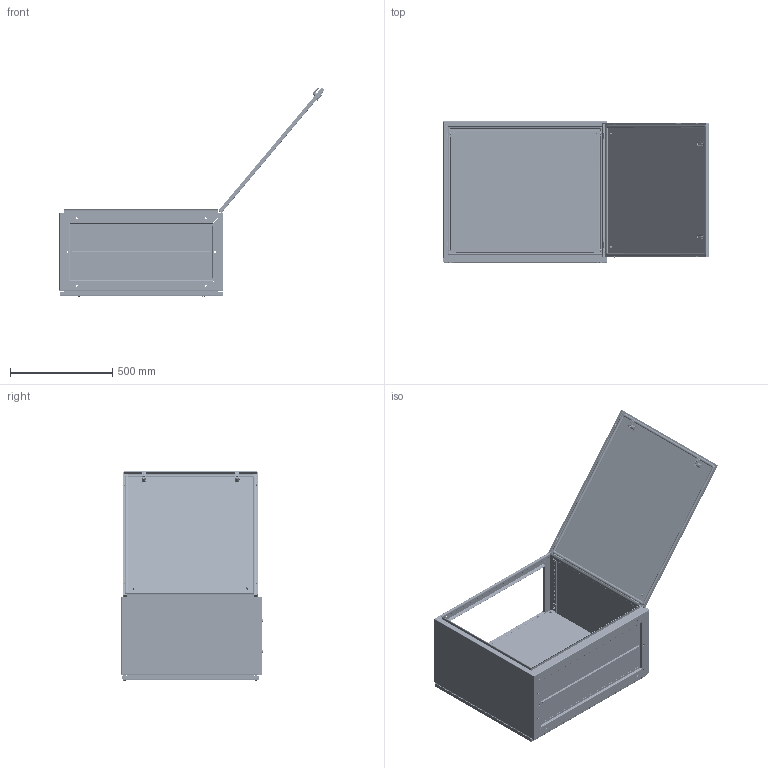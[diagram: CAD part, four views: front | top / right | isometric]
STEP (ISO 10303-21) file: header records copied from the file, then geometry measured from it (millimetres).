
FILE_DESCRIPTION (( 'STEP AP203' ), '1' );
FILE_NAME ('R5CPC800.step', '2013-04-26T10:17:27', ( 'User' ), ( 'DKC' ), 'SwSTEP 2.0', 'SolidWorks 2012', '' );
FILE_SCHEMA (( 'CONFIG_CONTROL_DESIGN' ));
Products named in the file (45): R5CPC800; AC00C453; Bottom plate PN_LE04C006 800x1600; Inserto filettato M6...; vite m8x12 ac00c476_DIN 7984 - M8 x 12 --- 12S; AC00C490_AC00C490; flange nut m81_Flange Nut M8; AC00C237; Mounting plate CN,VN base_LC07C002 (R5PC800) 800; Assem back panel CN_LC02C002   800mm; LC sealant for back panel_800; Back panel CN_800  LC02C002; Rounded head screw with cross slot M6 x 12_ISO 7045 - M6 x 12 - Z --- 12S; capscrew with recessed hexahedron m6 x 10_ISO 4762 M6 x 10 --- 10S; AC00C172 new; Assem door_LE02C067  800mm; MOLLA AC00C344_AC00C344; Handle small door CE_�� 㬮�砭��; Sealant AC00356_�� 㬮�砭��; AC00C348_�� 㬮�砭��; Hex Flange Bolt M6x10_ISO 4162 - M6 x 12 x 12-S; Linguetta CE_handle CE; Inserto a doppio pettine AC00C443_AC00C343; BASETTA ESTERNA PER BOX AC00C503_AC00C503; End-cup AC00C112; CERNIERA SALDATA_AC00C398; PN sealant for door_800; Door_800; End-cup AC00C383; Hinge CE (mirror) (1); Hinge CE (1); Perno AC00C401 (3)_AC00C401; Tapping screw 4.2x16 (1)_Tapping screw 4.2x16; CERNIERA AC00C399; blocchetto fissaggio cerniera AC00C354_AC00C354; Body of control desk CN base_LC01S008  800mm; end-cap_AC00C061; land_�� 㬮�砭��; Fixing holder LC01C040_LC01C040; Left side CN LC01C020_MirrorLE01C051 ...
Assembly tree (106 placements, depth 4):
  R5CPC800
    Body of control desk CN base_LC01S008  800mm
      Left side CN LC01C020_LC01C020
      Front bottom profile_LE01C054  800mm
      Back bottom profile CN_LC01C029  800mm
      Front top profile CN_LC01C023  800mm
      Back top profile CN_LC01C035  800mm
      Left side CN LC01C020_MirrorLE01C051
      Fixing holder LC01C040_LC01C040  x4
      land_�� 㬮�砭��  x4
      end-cap_AC00C061  x4
    Hinge CE (1)
      blocchetto fissaggio cerniera AC00C354_AC00C354
      CERNIERA AC00C399
      Tapping screw 4.2x16 (1)_Tapping screw 4.2x16  x2
      Perno AC00C401 (3)_AC00C401
    Hinge CE (mirror) (1)
      blocchetto fissaggio cerniera AC00C354_AC00C354
      CERNIERA AC00C399
      Tapping screw 4.2x16 (1)_Tapping screw 4.2x16  x2
      Perno AC00C401 (3)_AC00C401
    End-cup AC00C383  x2
    Assem door_LE02C067  800mm
      Door_800
      PN sealant for door_800
      CERNIERA SALDATA_AC00C398  x2
      End-cup AC00C112  x4
      Handle small door CE_�� 㬮�砭��  x2
        BASETTA ESTERNA PER BOX AC00C503_AC00C503
        Inserto a doppio pettine AC00C443_AC00C343
        Linguetta CE_handle CE
        Hex Flange Bolt M6x10_ISO 4162 - M6 x 12 x 12-S
        AC00C348_�� 㬮�砭��
        Sealant AC00356_�� 㬮�砭��
      MOLLA AC00C344_AC00C344  x2
      land_�� 㬮�砭��  x2
      end-cap_AC00C061  x2
    AC00C172 new  x4
    capscrew with recessed hexahedron m6 x 10_ISO 4762 M6 x 10 --- 10S  x4
    Rounded head screw with cross slot M6 x 12_ISO 7045 - M6 x 12 - Z --- 12S  x4
    Assem back panel CN_LC02C002   800mm
      Back panel CN_800  LC02C002
      LC sealant for back panel_800
      End-cup AC00C112  x4
      land_�� 㬮�砭��  x2
      end-cap_AC00C061  x2
    Mounting plate CN,VN base_LC07C002 (R5PC800) 800
    AC00C237  x2
    flange nut m81_Flange Nut M8  x4
    AC00C490_AC00C490  x2
    vite m8x12 ac00c476_DIN 7984 - M8 x 12 --- 12S  x4
    Inserto filettato M6...  x4
    Bottom plate PN_LE04C006 800x1600  x2
    AC00C453  x4
    Hex Flange Bolt M6x10_ISO 4162 - M6 x 12 x 12-S  x4
Bounding box: 1296.36 x 691.5 x 1022.62 mm (x, y, z)
Volume: 5486428.7 mm3; surface area: 6490382 mm2
Topology: 113 solids, 113 shells, 8884 faces, 23448 edges, 14934 vertices
Faces by surface type: bspline 2682, plane 2662, cylinder 2018, cone 1278, torus 220, sphere 24
Entity records: 169339 total; most frequent: CARTESIAN_POINT 97910, ORIENTED_EDGE 14388, DIRECTION 12286, EDGE_CURVE 7194, VERTEX_POINT 4492, AXIS2_PLACEMENT_3D 4191, LINE 3904, VECTOR 3904
